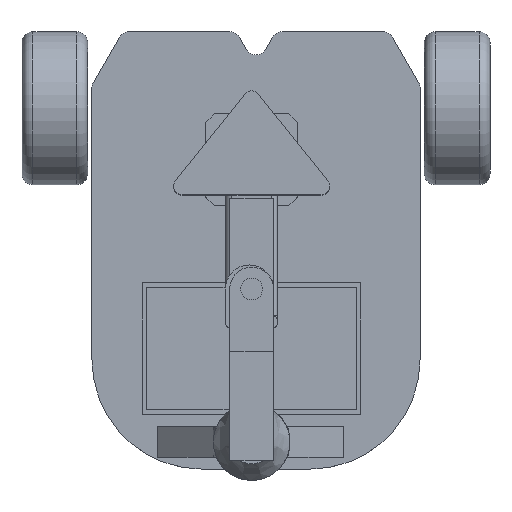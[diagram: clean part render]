
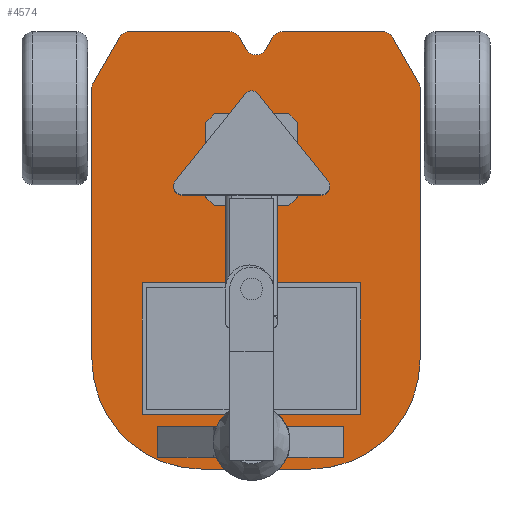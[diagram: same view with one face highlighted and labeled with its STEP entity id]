
A CAD part, top view. The second image highlights one B-rep face of the part: STEP entity #4574.
In plain terms, the highlighted planar face has unit normal (0, 0, 1).
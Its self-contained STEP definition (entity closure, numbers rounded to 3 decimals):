
#44=FACE_BOUND('',#605,.T.);
#112=PLANE('',#4905);
#333=FACE_OUTER_BOUND('',#604,.T.);
#604=EDGE_LOOP('',(#3630,#3631,#3632,#3633,#3634,#3635,#3636,#3637,#3638,
#3639,#3640,#3641,#3642,#3643,#3644,#3645,#3646,#3647));
#605=EDGE_LOOP('',(#3648,#3649,#3650,#3651));
#802=CIRCLE('',#4870,5.);
#811=CIRCLE('',#4882,5.);
#812=CIRCLE('',#4884,5.);
#813=CIRCLE('',#4887,5.);
#814=CIRCLE('',#4890,5.);
#815=CIRCLE('',#4893,5.);
#816=CIRCLE('',#4895,5.);
#817=CIRCLE('',#4900,50.);
#818=CIRCLE('',#4903,50.);
#1199=LINE('',#14238,#1568);
#1203=LINE('',#14246,#1572);
#1206=LINE('',#14252,#1575);
#1209=LINE('',#14257,#1578);
#1222=LINE('',#14305,#1591);
#1228=LINE('',#14320,#1597);
#1231=LINE('',#14328,#1600);
#1234=LINE('',#14336,#1603);
#1238=LINE('',#14348,#1607);
#1239=LINE('',#14350,#1608);
#1241=LINE('',#14354,#1610);
#1244=LINE('',#14362,#1613);
#1246=LINE('',#14368,#1615);
#1568=VECTOR('',#5504,10.);
#1572=VECTOR('',#5510,10.);
#1575=VECTOR('',#5515,10.);
#1578=VECTOR('',#5520,10.);
#1591=VECTOR('',#5561,10.);
#1597=VECTOR('',#5577,10.);
#1600=VECTOR('',#5586,10.);
#1603=VECTOR('',#5595,10.);
#1607=VECTOR('',#5609,10.);
#1608=VECTOR('',#5612,10.);
#1610=VECTOR('',#5616,10.);
#1613=VECTOR('',#5625,10.);
#1615=VECTOR('',#5633,10.);
#2013=VERTEX_POINT('',#14236);
#2014=VERTEX_POINT('',#14237);
#2017=VERTEX_POINT('',#14245);
#2019=VERTEX_POINT('',#14251);
#2023=VERTEX_POINT('',#14264);
#2024=VERTEX_POINT('',#14266);
#2041=VERTEX_POINT('',#14304);
#2042=VERTEX_POINT('',#14308);
#2043=VERTEX_POINT('',#14312);
#2044=VERTEX_POINT('',#14313);
#2045=VERTEX_POINT('',#14318);
#2046=VERTEX_POINT('',#14322);
#2047=VERTEX_POINT('',#14326);
#2048=VERTEX_POINT('',#14330);
#2049=VERTEX_POINT('',#14332);
#2050=VERTEX_POINT('',#14338);
#2051=VERTEX_POINT('',#14342);
#2052=VERTEX_POINT('',#14343);
#2053=VERTEX_POINT('',#14352);
#2054=VERTEX_POINT('',#14356);
#2055=VERTEX_POINT('',#14357);
#2056=VERTEX_POINT('',#14364);
#2558=EDGE_CURVE('',#2013,#2014,#1199,.T.);
#2562=EDGE_CURVE('',#2014,#2017,#1203,.T.);
#2565=EDGE_CURVE('',#2017,#2019,#1206,.T.);
#2568=EDGE_CURVE('',#2019,#2013,#1209,.T.);
#2572=EDGE_CURVE('',#2023,#2024,#802,.T.);
#2591=EDGE_CURVE('',#2041,#2024,#1222,.T.);
#2593=EDGE_CURVE('',#2041,#2042,#811,.T.);
#2595=EDGE_CURVE('',#2043,#2044,#812,.T.);
#2599=EDGE_CURVE('',#2043,#2045,#1228,.T.);
#2601=EDGE_CURVE('',#2046,#2045,#813,.T.);
#2603=EDGE_CURVE('',#2046,#2047,#1231,.T.);
#2605=EDGE_CURVE('',#2048,#2049,#814,.T.);
#2607=EDGE_CURVE('',#2048,#2042,#1234,.T.);
#2608=EDGE_CURVE('',#2050,#2047,#815,.T.);
#2610=EDGE_CURVE('',#2051,#2052,#816,.T.);
#2613=EDGE_CURVE('',#2050,#2052,#1238,.T.);
#2614=EDGE_CURVE('',#2051,#2049,#1239,.T.);
#2616=EDGE_CURVE('',#2023,#2053,#1241,.T.);
#2617=EDGE_CURVE('',#2054,#2055,#817,.T.);
#2620=EDGE_CURVE('',#2054,#2044,#1244,.T.);
#2621=EDGE_CURVE('',#2056,#2053,#818,.T.);
#2623=EDGE_CURVE('',#2056,#2055,#1246,.T.);
#3630=ORIENTED_EDGE('',*,*,#2572,.F.);
#3631=ORIENTED_EDGE('',*,*,#2616,.T.);
#3632=ORIENTED_EDGE('',*,*,#2621,.F.);
#3633=ORIENTED_EDGE('',*,*,#2623,.T.);
#3634=ORIENTED_EDGE('',*,*,#2617,.F.);
#3635=ORIENTED_EDGE('',*,*,#2620,.T.);
#3636=ORIENTED_EDGE('',*,*,#2595,.F.);
#3637=ORIENTED_EDGE('',*,*,#2599,.T.);
#3638=ORIENTED_EDGE('',*,*,#2601,.F.);
#3639=ORIENTED_EDGE('',*,*,#2603,.T.);
#3640=ORIENTED_EDGE('',*,*,#2608,.F.);
#3641=ORIENTED_EDGE('',*,*,#2613,.T.);
#3642=ORIENTED_EDGE('',*,*,#2610,.F.);
#3643=ORIENTED_EDGE('',*,*,#2614,.T.);
#3644=ORIENTED_EDGE('',*,*,#2605,.F.);
#3645=ORIENTED_EDGE('',*,*,#2607,.T.);
#3646=ORIENTED_EDGE('',*,*,#2593,.F.);
#3647=ORIENTED_EDGE('',*,*,#2591,.T.);
#3648=ORIENTED_EDGE('',*,*,#2558,.T.);
#3649=ORIENTED_EDGE('',*,*,#2562,.T.);
#3650=ORIENTED_EDGE('',*,*,#2565,.T.);
#3651=ORIENTED_EDGE('',*,*,#2568,.T.);
#4574=ADVANCED_FACE('',(#333,#44),#112,.T.);
#4870=AXIS2_PLACEMENT_3D('',#14267,#5529,#5530);
#4882=AXIS2_PLACEMENT_3D('',#14309,#5565,#5566);
#4884=AXIS2_PLACEMENT_3D('',#14314,#5570,#5571);
#4887=AXIS2_PLACEMENT_3D('',#14324,#5581,#5582);
#4890=AXIS2_PLACEMENT_3D('',#14333,#5590,#5591);
#4893=AXIS2_PLACEMENT_3D('',#14339,#5598,#5599);
#4895=AXIS2_PLACEMENT_3D('',#14344,#5603,#5604);
#4900=AXIS2_PLACEMENT_3D('',#14358,#5619,#5620);
#4903=AXIS2_PLACEMENT_3D('',#14365,#5628,#5629);
#4905=AXIS2_PLACEMENT_3D('',#14369,#5634,#5635);
#5504=DIRECTION('',(0.,1.,0.));
#5510=DIRECTION('',(1.,0.,0.));
#5515=DIRECTION('',(0.,-1.,0.));
#5520=DIRECTION('',(-1.,0.,0.));
#5529=DIRECTION('center_axis',(0.,0.,-1.));
#5530=DIRECTION('ref_axis',(-0.966,0.259,0.));
#5561=DIRECTION('',(-0.5,-0.866,0.));
#5565=DIRECTION('center_axis',(0.,0.,-1.));
#5566=DIRECTION('ref_axis',(-0.5,0.866,0.));
#5570=DIRECTION('center_axis',(0.,0.,-1.));
#5571=DIRECTION('ref_axis',(0.966,0.259,0.));
#5577=DIRECTION('',(-0.5,0.866,0.));
#5581=DIRECTION('center_axis',(0.,0.,-1.));
#5582=DIRECTION('ref_axis',(0.5,0.866,0.));
#5586=DIRECTION('',(-1.,0.,0.));
#5590=DIRECTION('center_axis',(0.,0.,-1.));
#5591=DIRECTION('ref_axis',(0.5,0.866,0.));
#5595=DIRECTION('',(-1.,0.,0.));
#5598=DIRECTION('center_axis',(0.,0.,-1.));
#5599=DIRECTION('ref_axis',(-0.5,0.866,0.));
#5603=DIRECTION('center_axis',(0.,0.,1.));
#5604=DIRECTION('ref_axis',(0.,-1.,0.));
#5609=DIRECTION('',(-0.5,-0.866,0.));
#5612=DIRECTION('',(-0.5,0.866,0.));
#5616=DIRECTION('',(0.,-1.,0.));
#5619=DIRECTION('center_axis',(0.,0.,-1.));
#5620=DIRECTION('ref_axis',(0.707,-0.707,0.));
#5625=DIRECTION('',(0.,1.,0.));
#5628=DIRECTION('center_axis',(0.,0.,-1.));
#5629=DIRECTION('ref_axis',(-0.707,-0.707,0.));
#5633=DIRECTION('',(1.,0.,0.));
#5634=DIRECTION('center_axis',(0.,0.,1.));
#5635=DIRECTION('ref_axis',(1.,0.,0.));
#14236=CARTESIAN_POINT('',(190.,-110.,-46.));
#14237=CARTESIAN_POINT('',(190.,-50.,-46.));
#14238=CARTESIAN_POINT('',(190.,-42.5,-46.));
#14245=CARTESIAN_POINT('',(290.,-50.,-46.));
#14246=CARTESIAN_POINT('',(266.,-50.,-46.));
#14251=CARTESIAN_POINT('',(290.,-110.,-46.));
#14252=CARTESIAN_POINT('',(290.,-72.5,-46.));
#14257=CARTESIAN_POINT('',(216.,-110.,-46.));
#14264=CARTESIAN_POINT('',(167.,39.378,-46.));
#14266=CARTESIAN_POINT('',(167.67,41.878,-46.));
#14267=CARTESIAN_POINT('Origin',(172.,39.378,-46.));
#14304=CARTESIAN_POINT('',(179.576,62.5,-46.));
#14305=CARTESIAN_POINT('',(166.991,40.703,-46.));
#14308=CARTESIAN_POINT('',(183.906,65.,-46.));
#14309=CARTESIAN_POINT('Origin',(183.906,60.,-46.));
#14312=CARTESIAN_POINT('',(316.33,41.878,-46.));
#14313=CARTESIAN_POINT('',(317.,39.378,-46.));
#14314=CARTESIAN_POINT('Origin',(312.,39.378,-46.));
#14318=CARTESIAN_POINT('',(304.424,62.5,-46.));
#14320=CARTESIAN_POINT('',(324.018,28.562,-46.));
#14322=CARTESIAN_POINT('',(300.094,65.,-46.));
#14324=CARTESIAN_POINT('Origin',(300.094,60.,-46.));
#14326=CARTESIAN_POINT('',(253.906,65.,-46.));
#14328=CARTESIAN_POINT('',(167.,65.,-46.));
#14330=CARTESIAN_POINT('',(230.094,65.,-46.));
#14332=CARTESIAN_POINT('',(234.424,62.5,-46.));
#14333=CARTESIAN_POINT('Origin',(230.094,60.,-46.));
#14336=CARTESIAN_POINT('',(167.,65.,-46.));
#14338=CARTESIAN_POINT('',(249.576,62.5,-46.));
#14339=CARTESIAN_POINT('Origin',(253.906,60.,-46.));
#14342=CARTESIAN_POINT('',(237.67,56.878,-46.));
#14343=CARTESIAN_POINT('',(246.33,56.878,-46.));
#14344=CARTESIAN_POINT('Origin',(242.,59.378,-46.));
#14348=CARTESIAN_POINT('',(228.241,25.547,-46.));
#14350=CARTESIAN_POINT('',(260.268,17.736,-46.));
#14352=CARTESIAN_POINT('',(167.,-85.,-46.));
#14354=CARTESIAN_POINT('',(167.,-135.,-46.));
#14356=CARTESIAN_POINT('',(317.,-85.,-46.));
#14357=CARTESIAN_POINT('',(267.,-135.,-46.));
#14358=CARTESIAN_POINT('Origin',(267.,-85.,-46.));
#14362=CARTESIAN_POINT('',(317.,65.,-46.));
#14364=CARTESIAN_POINT('',(217.,-135.,-46.));
#14365=CARTESIAN_POINT('Origin',(217.,-85.,-46.));
#14368=CARTESIAN_POINT('',(317.,-135.,-46.));
#14369=CARTESIAN_POINT('Origin',(242.,-35.,-46.));
